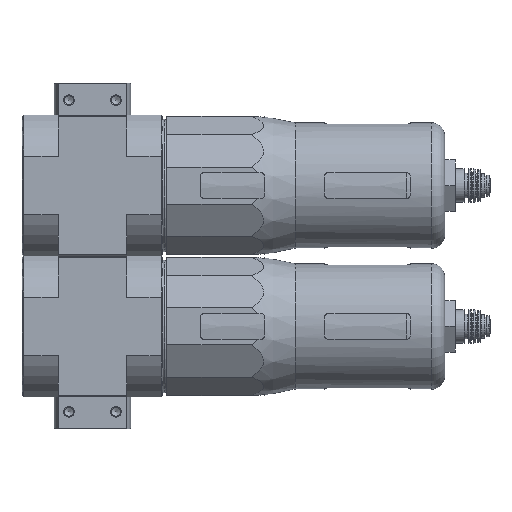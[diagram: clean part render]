
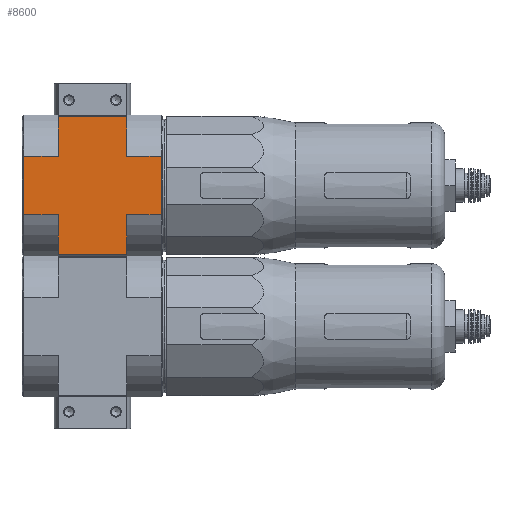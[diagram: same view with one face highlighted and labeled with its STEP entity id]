
A CAD part, left-side view. The second image highlights one B-rep face of the part: STEP entity #8600.
In plain terms, the highlighted face is planar.
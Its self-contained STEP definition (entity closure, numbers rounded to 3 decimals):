
#1700=ORIENTED_EDGE('',*,*,#3820,.T.);
#1701=ORIENTED_EDGE('',*,*,#3821,.F.);
#1702=ORIENTED_EDGE('',*,*,#3822,.T.);
#1703=ORIENTED_EDGE('',*,*,#3823,.F.);
#1704=ORIENTED_EDGE('',*,*,#3770,.T.);
#1705=ORIENTED_EDGE('',*,*,#3824,.T.);
#1706=ORIENTED_EDGE('',*,*,#3825,.F.);
#1707=ORIENTED_EDGE('',*,*,#3826,.T.);
#1708=ORIENTED_EDGE('',*,*,#3827,.F.);
#1709=ORIENTED_EDGE('',*,*,#3828,.T.);
#1710=ORIENTED_EDGE('',*,*,#3772,.F.);
#1711=ORIENTED_EDGE('',*,*,#3829,.F.);
#3770=EDGE_CURVE('',#4892,#4894,#5707,.T.);
#3772=EDGE_CURVE('',#4895,#4897,#5709,.T.);
#3820=EDGE_CURVE('',#4938,#4939,#5746,.F.);
#3821=EDGE_CURVE('',#4940,#4939,#5747,.T.);
#3822=EDGE_CURVE('',#4940,#4941,#5748,.T.);
#3823=EDGE_CURVE('',#4892,#4941,#5749,.T.);
#3824=EDGE_CURVE('',#4894,#4942,#5750,.T.);
#3825=EDGE_CURVE('',#4943,#4942,#5751,.T.);
#3826=EDGE_CURVE('',#4943,#4944,#5752,.T.);
#3827=EDGE_CURVE('',#4945,#4944,#5753,.F.);
#3828=EDGE_CURVE('',#4945,#4897,#5754,.T.);
#3829=EDGE_CURVE('',#4938,#4895,#5755,.T.);
#4892=VERTEX_POINT('',#16054);
#4894=VERTEX_POINT('',#16058);
#4895=VERTEX_POINT('',#16062);
#4897=VERTEX_POINT('',#16065);
#4938=VERTEX_POINT('',#16159);
#4939=VERTEX_POINT('',#16160);
#4940=VERTEX_POINT('',#16162);
#4941=VERTEX_POINT('',#16164);
#4942=VERTEX_POINT('',#16167);
#4943=VERTEX_POINT('',#16169);
#4944=VERTEX_POINT('',#16171);
#4945=VERTEX_POINT('',#16173);
#5707=LINE('',#16059,#6263);
#5709=LINE('',#16064,#6265);
#5746=LINE('',#16158,#6302);
#5747=LINE('',#16161,#6303);
#5748=LINE('',#16163,#6304);
#5749=LINE('',#16165,#6305);
#5750=LINE('',#16166,#6306);
#5751=LINE('',#16168,#6307);
#5752=LINE('',#16170,#6308);
#5753=LINE('',#16172,#6309);
#5754=LINE('',#16174,#6310);
#5755=LINE('',#16175,#6311);
#6263=VECTOR('',#13569,1000.);
#6265=VECTOR('',#13573,1000.);
#6302=VECTOR('',#13642,1000.);
#6303=VECTOR('',#13643,1000.);
#6304=VECTOR('',#13644,1000.);
#6305=VECTOR('',#13645,1000.);
#6306=VECTOR('',#13646,1000.);
#6307=VECTOR('',#13647,1000.);
#6308=VECTOR('',#13648,1000.);
#6309=VECTOR('',#13649,1000.);
#6310=VECTOR('',#13650,1000.);
#6311=VECTOR('',#13651,1000.);
#6845=EDGE_LOOP('',(#1700,#1701,#1702,#1703,#1704,#1705,#1706,#1707,#1708,
#1709,#1710,#1711));
#7626=FACE_BOUND('',#6845,.T.);
#8269=PLANE('',#12160);
#8600=ADVANCED_FACE('',(#7626),#8269,.F.);
#12160=AXIS2_PLACEMENT_3D('',#16157,#13640,#13641);
#13569=DIRECTION('',(0.,-1.,0.));
#13573=DIRECTION('',(0.,-1.,0.));
#13640=DIRECTION('',(0.,0.,1.));
#13641=DIRECTION('',(1.,0.,0.));
#13642=DIRECTION('',(0.,-1.,0.));
#13643=DIRECTION('',(-1.,0.,0.));
#13644=DIRECTION('',(0.,-1.,0.));
#13645=DIRECTION('',(-1.,0.,0.));
#13646=DIRECTION('',(-1.,0.,0.));
#13647=DIRECTION('',(0.,1.,0.));
#13648=DIRECTION('',(-1.,0.,0.));
#13649=DIRECTION('',(0.,1.,0.));
#13650=DIRECTION('',(-1.,0.,0.));
#13651=DIRECTION('',(-1.,0.,0.));
#16054=CARTESIAN_POINT('',(32.2,16.,-33.));
#16058=CARTESIAN_POINT('',(32.2,-16.,-33.));
#16059=CARTESIAN_POINT('',(32.2,33.,-33.));
#16062=CARTESIAN_POINT('',(-32.2,16.,-33.));
#16064=CARTESIAN_POINT('',(-32.2,33.,-33.));
#16065=CARTESIAN_POINT('',(-32.2,-16.,-33.));
#16157=CARTESIAN_POINT('',(32.2,33.,-33.));
#16158=CARTESIAN_POINT('',(-13.619,36.,-33.));
#16159=CARTESIAN_POINT('',(-13.619,16.,-33.));
#16160=CARTESIAN_POINT('',(-13.619,32.2,-33.));
#16161=CARTESIAN_POINT('',(33.,32.2,-33.));
#16162=CARTESIAN_POINT('',(13.619,32.2,-33.));
#16163=CARTESIAN_POINT('',(13.619,36.,-33.));
#16164=CARTESIAN_POINT('',(13.619,16.,-33.));
#16165=CARTESIAN_POINT('',(32.2,16.,-33.));
#16166=CARTESIAN_POINT('',(32.2,-16.,-33.));
#16167=CARTESIAN_POINT('',(13.619,-16.,-33.));
#16168=CARTESIAN_POINT('',(13.619,-36.,-33.));
#16169=CARTESIAN_POINT('',(13.619,-32.2,-33.));
#16170=CARTESIAN_POINT('',(33.,-32.2,-33.));
#16171=CARTESIAN_POINT('',(-13.619,-32.2,-33.));
#16172=CARTESIAN_POINT('',(-13.619,-36.,-33.));
#16173=CARTESIAN_POINT('',(-13.619,-16.,-33.));
#16174=CARTESIAN_POINT('',(32.2,-16.,-33.));
#16175=CARTESIAN_POINT('',(32.2,16.,-33.));
